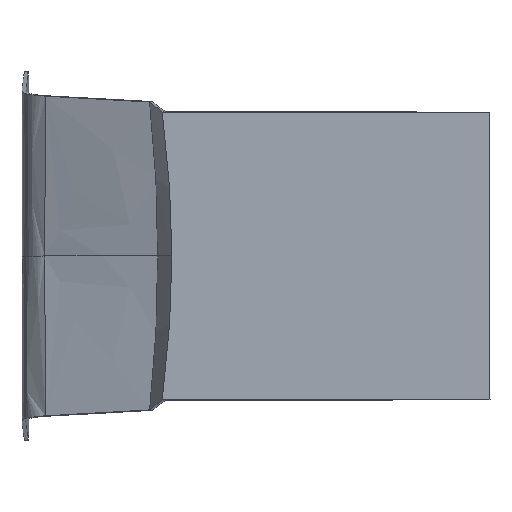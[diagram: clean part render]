
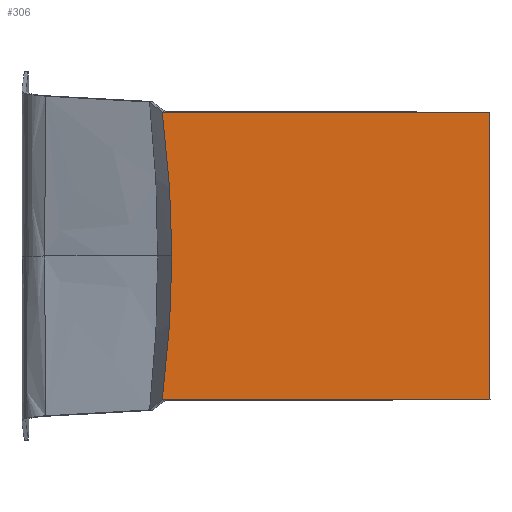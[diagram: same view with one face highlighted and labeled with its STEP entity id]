
A CAD part, left-side view. The second image highlights one B-rep face of the part: STEP entity #306.
In plain terms, the highlighted planar face has unit normal (-1, 0, 0).
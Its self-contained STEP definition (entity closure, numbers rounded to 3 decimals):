
#1=CARTESIAN_POINT('POINT1',(15.196,
   -25.,40.));
#2=VERTEX_POINT('VERTEX1',#1);
#11=CARTESIAN_POINT('POINT3',(15.196,
   -25.,-40.));
#12=VERTEX_POINT('VERTEX3',#11);
#13=CARTESIAN_POINT('POS2',(15.196,-25.
   ,-27.869));
#14=DIRECTION('DIR2',(0.,0.,
   1.));
#15=VECTOR('VEC2',#14,1.);
#16=LINE('STRAIGHT2',#13,#15);
#17=EDGE_CURVE('EDGE2',#12,#2,#16,.T.);
#248=CARTESIAN_POINT('POINT10',(15.196,
   66.082,40.));
#249=VERTEX_POINT('VERTEX10',#248);
#255=CARTESIAN_POINT('POS9',(15.196,
   -25.,40.));
#256=DIRECTION('DIR11',(0.,1.,0.));
#257=VECTOR('VEC7',#256,1.);
#258=LINE('STRAIGHT7',#255,#257);
#259=EDGE_CURVE('EDGE13',#2,#249,#258,.T.);
#269=ORIENTED_EDGE('COEDGE18',*,*,#17,.T.);
#270=ORIENTED_EDGE('COEDGE19',*,*,#259,.T.);
#271=CARTESIAN_POINT('POINT11',(15.196,
   63.419,0.));
#272=VERTEX_POINT('VERTEX11',#271);
#273=(BOUNDED_CURVE() B_SPLINE_CURVE(3,(#274,#275,#276,#277,#278,#279),
   .UNSPECIFIED.,.F.,.F.) B_SPLINE_CURVE_WITH_KNOTS((4,1,1,4),(0.,
   0.327,0.66,1.),.UNSPECIFIED.) 
   CURVE() GEOMETRIC_REPRESENTATION_ITEM() RATIONAL_B_SPLINE_CURVE((
   1.,1.,1.,1.,1.,1.)) 
   REPRESENTATION_ITEM('SPLINE_CRV7'));
#274=CARTESIAN_POINT('',(15.196,66.082,
   40.));
#275=CARTESIAN_POINT('',(15.196,65.577,
   36.047));
#276=CARTESIAN_POINT('',(15.196,64.697,
   27.797));
#277=CARTESIAN_POINT('',(15.196,63.677,
   14.465));
#278=CARTESIAN_POINT('',(15.196,63.442,
   4.947));
#279=CARTESIAN_POINT('',(15.196,63.419,
   0.));
#280=EDGE_CURVE('EDGE14',#249,#272,#273,.T.);
#281=ORIENTED_EDGE('COEDGE20',*,*,#280,.T.);
#282=CARTESIAN_POINT('POINT12',(15.196,
   66.082,-40.));
#283=VERTEX_POINT('VERTEX12',#282);
#284=(BOUNDED_CURVE() B_SPLINE_CURVE(3,(#285,#286,#287,#288,#289,#290),
   .UNSPECIFIED.,.F.,.F.) B_SPLINE_CURVE_WITH_KNOTS((4,1,1,4),(0.,
   0.327,0.66,1.),.UNSPECIFIED.) 
   CURVE() GEOMETRIC_REPRESENTATION_ITEM() RATIONAL_B_SPLINE_CURVE((
   1.,1.,1.,1.,1.,1.)) 
   REPRESENTATION_ITEM('SPLINE_CRV8'));
#285=CARTESIAN_POINT('',(15.196,66.082,
   -40.));
#286=CARTESIAN_POINT('',(15.196,65.577,
   -36.047));
#287=CARTESIAN_POINT('',(15.196,64.697,
   -27.797));
#288=CARTESIAN_POINT('',(15.196,63.677,
   -14.465));
#289=CARTESIAN_POINT('',(15.196,63.442,
   -4.947));
#290=CARTESIAN_POINT('',(15.196,63.419,
   0.));
#291=EDGE_CURVE('EDGE15',#283,#272,#284,.T.);
#292=ORIENTED_EDGE('COEDGE21',*,*,#291,.F.);
#293=CARTESIAN_POINT('POS10',(15.196,
   -25.,-40.));
#294=DIRECTION('DIR12',(0.,1.,0.));
#295=VECTOR('VEC8',#294,1.);
#296=LINE('STRAIGHT8',#293,#295);
#297=EDGE_CURVE('EDGE16',#12,#283,#296,.T.);
#298=ORIENTED_EDGE('COEDGE22',*,*,#297,.F.);
#299=EDGE_LOOP('NONE',(#269,#270,#281,#292,#298));
#300=FACE_BOUND('LOOP1',#299,.T.);
#301=CARTESIAN_POINT('POS11',(15.196,
   24.329,-75.738));
#302=DIRECTION('DIR13',(1.,0.,0.));
#303=DIRECTION('DIR14',(0.,1.,0.));
#304=AXIS2_PLACEMENT_3D('AXIS3',#301,#302,#303);
#305=PLANE('PLANE3',#304);
#306=ADVANCED_FACE('FACE5',(#300),#305,.F.);
